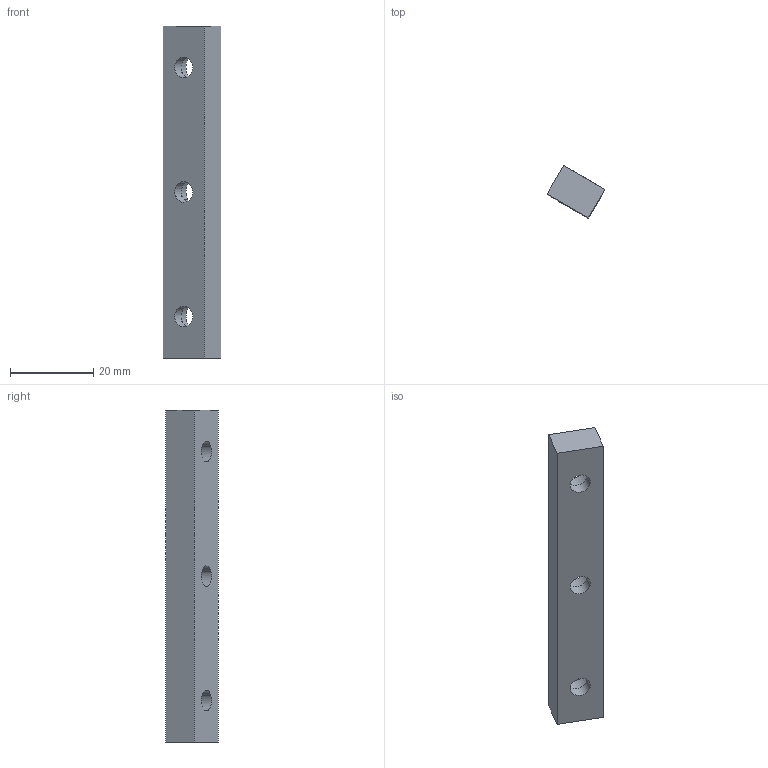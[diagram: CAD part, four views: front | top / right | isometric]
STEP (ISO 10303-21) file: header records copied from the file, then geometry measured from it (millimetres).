
FILE_DESCRIPTION(('CoCreate Modeling STEP Export'),'2;1');
FILE_NAME('m66.stp','2011-05-24T12:43:57',(''),(''),'CoCreate Modeling STEP processor for AP214 (Solid Model)','CoCreate Modeling 18.0P1120 20-Nov-2010 (C) Parametric Technology GmbH','');
FILE_SCHEMA(('AUTOMOTIVE_DESIGN { 1 0 10303 214 1 1 1 1 }'));
Length unit declared in the file: millimetre
Products named in the file (1): BODY_10____SOL2118_-_WSP__1VOLA.PRT
Bounding box: 13.96 x 12.68 x 80 mm (x, y, z)
Volume: 6429.3 mm3; surface area: 3704.6 mm2
Topology: 1 solids, 1 shells, 21 faces, 52 edges, 36 vertices
Faces by surface type: cylinder 12, plane 9
Entity records: 600 total; most frequent: ORIENTED_EDGE 104, CARTESIAN_POINT 94, DIRECTION 92, EDGE_CURVE 52, VERTEX_POINT 36, AXIS2_PLACEMENT_3D 34, EDGE_LOOP 30, VECTOR 24
